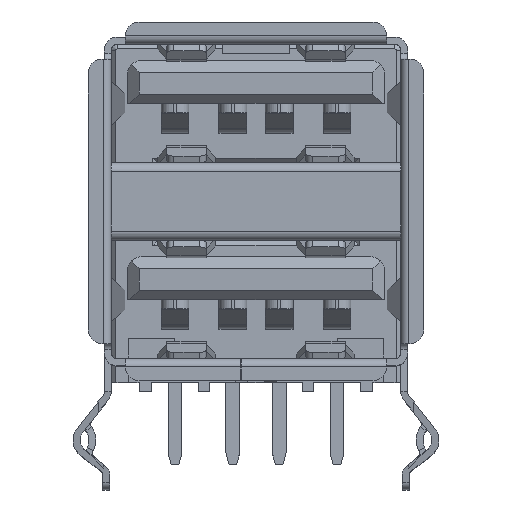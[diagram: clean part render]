
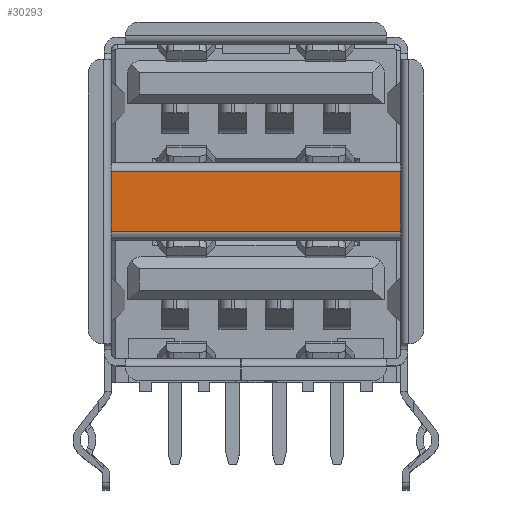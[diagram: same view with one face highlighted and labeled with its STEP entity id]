
A CAD part, top view. The second image highlights one B-rep face of the part: STEP entity #30293.
In plain terms, the highlighted planar face has unit normal (0, 0, 1).
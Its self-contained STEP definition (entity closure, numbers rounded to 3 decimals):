
#1815 = DIRECTION ( 'NONE',  ( -1., 0., 0. ) ) ;
#2318 = FACE_OUTER_BOUND ( 'NONE', #23377, .T. ) ;
#3844 = DIRECTION ( 'NONE',  ( -1., 0., 0. ) ) ;
#3952 = DIRECTION ( 'NONE',  ( 0., -1., 0. ) ) ;
#4929 = LINE ( 'NONE', #27825, #51943 ) ;
#8595 = CARTESIAN_POINT ( 'NONE',  ( 6.25, 9.48, 10.3 ) ) ;
#10248 = ORIENTED_EDGE ( 'NONE', *, *, #16553, .T. ) ;
#10861 = VECTOR ( 'NONE', #16658, 1000. ) ;
#11129 = VERTEX_POINT ( 'NONE', #32140 ) ;
#12208 = VERTEX_POINT ( 'NONE', #50254 ) ;
#12648 = CARTESIAN_POINT ( 'NONE',  ( 9.513, 6.92, 10.3 ) ) ;
#13505 = CARTESIAN_POINT ( 'NONE',  ( -6.25, 9.48, 10.3 ) ) ;
#13730 = PLANE ( 'NONE',  #17509 ) ;
#13980 = LINE ( 'NONE', #12648, #10861 ) ;
#14398 = LINE ( 'NONE', #15167, #30081 ) ;
#15167 = CARTESIAN_POINT ( 'NONE',  ( -6.25, 9.88, 10.3 ) ) ;
#15714 = VERTEX_POINT ( 'NONE', #13505 ) ;
#16553 = EDGE_CURVE ( 'NONE', #37432, #15714, #4929, .T. ) ;
#16658 = DIRECTION ( 'NONE',  ( -1., 0., 0. ) ) ;
#17509 = AXIS2_PLACEMENT_3D ( 'NONE', #42089, #22308, #1815 ) ;
#19189 = DIRECTION ( 'NONE',  ( 0., -1., 0. ) ) ;
#22308 = DIRECTION ( 'NONE',  ( 0., 0., 1. ) ) ;
#23377 = EDGE_LOOP ( 'NONE', ( #10248, #30907, #38082, #29268 ) ) ;
#27516 = VECTOR ( 'NONE', #3952, 1000. ) ;
#27825 = CARTESIAN_POINT ( 'NONE',  ( 9.513, 9.48, 10.3 ) ) ;
#27927 = CARTESIAN_POINT ( 'NONE',  ( 6.25, 9.88, 10.3 ) ) ;
#29268 = ORIENTED_EDGE ( 'NONE', *, *, #45230, .F. ) ;
#30081 = VECTOR ( 'NONE', #19189, 1000. ) ;
#30293 = ADVANCED_FACE ( 'NONE', ( #2318 ), #13730, .T. ) ;
#30907 = ORIENTED_EDGE ( 'NONE', *, *, #36815, .T. ) ;
#32140 = CARTESIAN_POINT ( 'NONE',  ( 6.25, 6.92, 10.3 ) ) ;
#32253 = EDGE_CURVE ( 'NONE', #11129, #12208, #13980, .T. ) ;
#36815 = EDGE_CURVE ( 'NONE', #15714, #12208, #14398, .T. ) ;
#37432 = VERTEX_POINT ( 'NONE', #8595 ) ;
#38082 = ORIENTED_EDGE ( 'NONE', *, *, #32253, .F. ) ;
#38156 = LINE ( 'NONE', #27927, #27516 ) ;
#42089 = CARTESIAN_POINT ( 'NONE',  ( 9.513, 9.88, 10.3 ) ) ;
#45230 = EDGE_CURVE ( 'NONE', #37432, #11129, #38156, .T. ) ;
#50254 = CARTESIAN_POINT ( 'NONE',  ( -6.25, 6.92, 10.3 ) ) ;
#51943 = VECTOR ( 'NONE', #3844, 1000. ) ;
